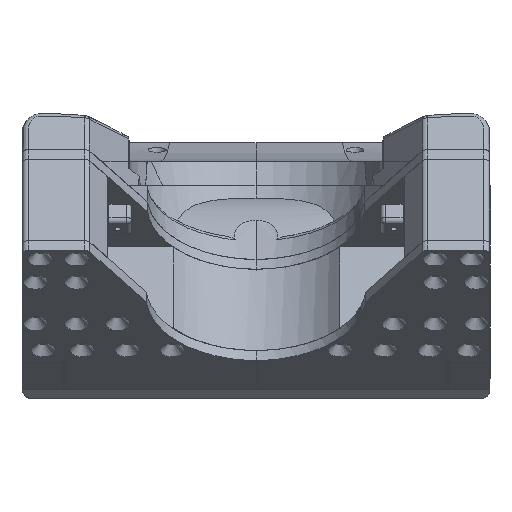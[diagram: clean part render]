
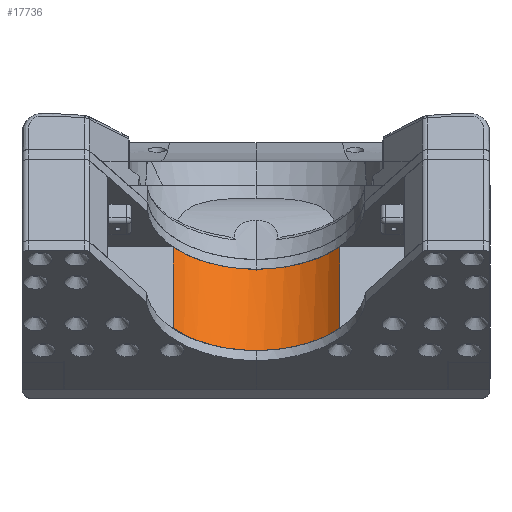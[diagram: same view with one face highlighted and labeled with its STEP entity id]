
A CAD part, left-side view. The second image highlights one B-rep face of the part: STEP entity #17736.
In plain terms, the highlighted free-form (B-spline) face has degree [1, 2] with [2, 5] control points.
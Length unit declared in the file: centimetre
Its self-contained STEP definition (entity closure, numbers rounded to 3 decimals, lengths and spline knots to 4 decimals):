
#292=(
BOUNDED_SURFACE()
B_SPLINE_SURFACE(1,2,((#26779,#26780,#26781,#26782,#26783),(#26784,#26785,
#26786,#26787,#26788)),.UNSPECIFIED.,.F.,.F.,.F.)
B_SPLINE_SURFACE_WITH_KNOTS((2,2),(3,2,3),(0.109,1.0107),
(2.2739,3.1416,4.0093),.UNSPECIFIED.)
GEOMETRIC_REPRESENTATION_ITEM()
RATIONAL_B_SPLINE_SURFACE(((1.,0.907,1.,0.907,1.),
(1.,0.907,1.,0.907,1.)))
REPRESENTATION_ITEM($)
SURFACE()
);
#1049=ELLIPSE($,#18825,3.669,3.65);
#1050=ELLIPSE($,#18869,3.669,3.65);
#2466=FACE_OUTER_BOUND($,#3553,.T.);
#3553=EDGE_LOOP($,(#12170,#12171,#12172,#12173));
#4996=LINE($,#25691,#6345);
#5000=LINE($,#25700,#6349);
#6345=VECTOR($,#20658,3.3083);
#6349=VECTOR($,#20664,3.3083);
#7694=VERTEX_POINT($,#25689);
#7695=VERTEX_POINT($,#25690);
#7698=VERTEX_POINT($,#25698);
#7699=VERTEX_POINT($,#25699);
#9456=EDGE_CURVE($,#7694,#7695,#4996,.T.);
#9460=EDGE_CURVE($,#7698,#7699,#5000,.T.);
#9475=EDGE_CURVE($,#7694,#7699,#1049,.T.);
#9520=EDGE_CURVE($,#7698,#7695,#1050,.T.);
#12170=ORIENTED_EDGE($,*,*,#9456,.T.);
#12171=ORIENTED_EDGE($,*,*,#9520,.F.);
#12172=ORIENTED_EDGE($,*,*,#9460,.T.);
#12173=ORIENTED_EDGE($,*,*,#9475,.F.);
#17736=ADVANCED_FACE($,(#2466),#292,.T.);
#18825=AXIS2_PLACEMENT_3D($,#25729,#20691,#20692);
#18869=AXIS2_PLACEMENT_3D($,#26789,#20783,#20784);
#20658=DIRECTION($,(0.574,0.,0.819));
#20664=DIRECTION($,(-0.574,0.,-0.819));
#20691=DIRECTION('center_axis',(0.574,0.,
0.819));
#20692=DIRECTION('ref_axis',(-0.819,0.,0.574));
#20783=DIRECTION('center_axis',(-0.574,0.,
-0.819));
#20784=DIRECTION('ref_axis',(-0.819,0.,0.574));
#25689=CARTESIAN_POINT('',(-7.7728,2.6992,7.0438));
#25690=CARTESIAN_POINT('',(-5.8752,2.6992,9.7538));
#25691=CARTESIAN_POINT($,(-8.0022,2.6992,6.7161));
#25698=CARTESIAN_POINT('',(-5.8752,8.2679,9.7538));
#25699=CARTESIAN_POINT('',(-7.7728,8.2679,7.0438));
#25700=CARTESIAN_POINT($,(-8.0022,8.2679,6.7161));
#25729=CARTESIAN_POINT('Origin',(-9.7161,5.4836,8.4045));
#26779=CARTESIAN_POINT('Ctrl Pts',(-7.7728,2.6992,7.0438));
#26780=CARTESIAN_POINT('Ctrl Pts',(-6.7106,3.7926,6.3));
#26781=CARTESIAN_POINT('Ctrl Pts',(-6.7106,5.4836,6.3));
#26782=CARTESIAN_POINT('Ctrl Pts',(-6.7106,7.1746,6.3));
#26783=CARTESIAN_POINT('Ctrl Pts',(-7.7728,8.2679,7.0438));
#26784=CARTESIAN_POINT('Ctrl Pts',(-5.8752,2.6992,9.7538));
#26785=CARTESIAN_POINT('Ctrl Pts',(-4.8131,3.7926,9.01));
#26786=CARTESIAN_POINT('Ctrl Pts',(-4.8131,5.4836,9.01));
#26787=CARTESIAN_POINT('Ctrl Pts',(-4.8131,7.1746,9.01));
#26788=CARTESIAN_POINT('Ctrl Pts',(-5.8752,8.2679,9.7538));
#26789=CARTESIAN_POINT('Origin',(-7.8185,5.4836,11.1145));
